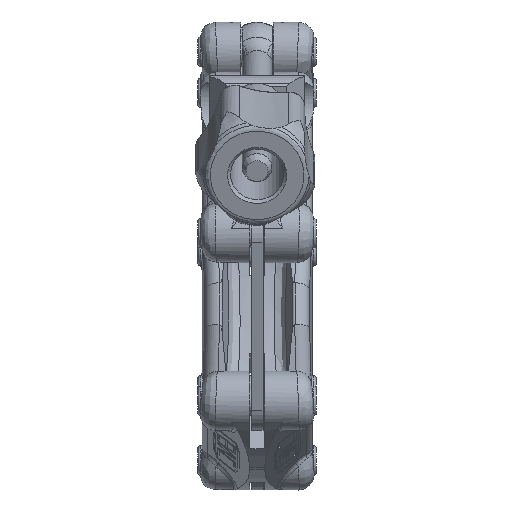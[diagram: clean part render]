
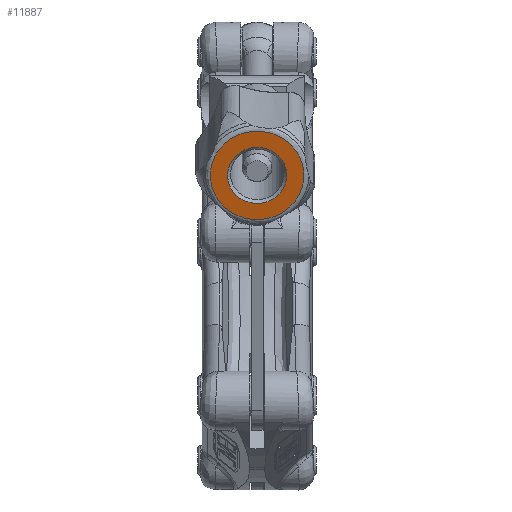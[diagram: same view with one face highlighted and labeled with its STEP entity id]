
A CAD part, front view. The second image highlights one B-rep face of the part: STEP entity #11887.
In plain terms, the highlighted face is planar.
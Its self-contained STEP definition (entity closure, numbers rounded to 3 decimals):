
#6074=ORIENTED_EDGE('',*,*,#8007,.F.);
#6075=ORIENTED_EDGE('',*,*,#8008,.T.);
#8007=EDGE_CURVE('',#9219,#9219,#9432,.T.);
#8008=EDGE_CURVE('',#9220,#9220,#9433,.T.);
#9219=VERTEX_POINT('',#23344);
#9220=VERTEX_POINT('',#23346);
#9432=CIRCLE('',#12891,5.);
#9433=CIRCLE('',#12892,7.902);
#10103=EDGE_LOOP('',(#6074));
#10104=EDGE_LOOP('',(#6075));
#10815=FACE_BOUND('',#10103,.T.);
#10816=FACE_BOUND('',#10104,.T.);
#11303=PLANE('',#12890);
#11887=ADVANCED_FACE('',(#10815,#10816),#11303,.T.);
#12890=AXIS2_PLACEMENT_3D('',#23342,#15633,#15634);
#12891=AXIS2_PLACEMENT_3D('',#23343,#15635,#15636);
#12892=AXIS2_PLACEMENT_3D('',#23345,#15637,#15638);
#15633=DIRECTION('',(0.,0.,1.));
#15634=DIRECTION('',(1.,0.,0.));
#15635=DIRECTION('',(0.,0.,1.));
#15636=DIRECTION('',(1.,0.,0.));
#15637=DIRECTION('',(0.,0.,1.));
#15638=DIRECTION('',(1.,0.,0.));
#23342=CARTESIAN_POINT('',(0.013,0.005,17.));
#23343=CARTESIAN_POINT('',(0.,0.,17.));
#23344=CARTESIAN_POINT('',(5.,0.,17.));
#23345=CARTESIAN_POINT('',(0.,0.,17.));
#23346=CARTESIAN_POINT('',(7.902,0.,17.));
